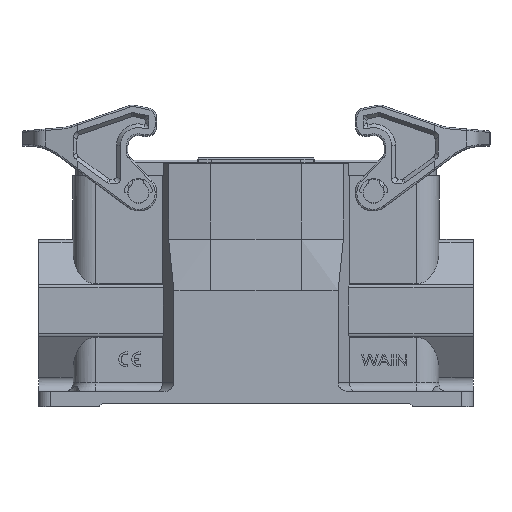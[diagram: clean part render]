
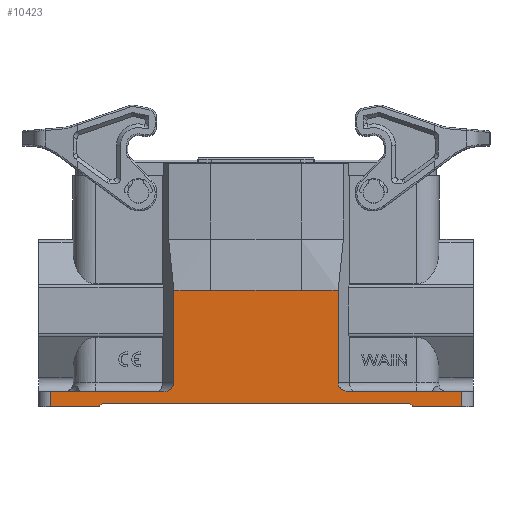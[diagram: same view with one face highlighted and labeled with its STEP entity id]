
A CAD part, top view. The second image highlights one B-rep face of the part: STEP entity #10423.
In plain terms, the highlighted planar face has unit normal (0, 0, 1).
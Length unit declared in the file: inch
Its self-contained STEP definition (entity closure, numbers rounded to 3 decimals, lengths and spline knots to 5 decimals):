
#101=DIRECTION('',(0.,-1.,0.));
#102=VECTOR('',#101,0.19685);
#103=CARTESIAN_POINT('',(2.68701,-2.56299,1.12205));
#104=LINE('',#103,#102);
#220=DIRECTION('',(0.,-1.,0.));
#221=VECTOR('',#220,1.20079);
#222=CARTESIAN_POINT('',(1.0806,-1.24409,1.12205));
#223=LINE('',#222,#221);
#240=DIRECTION('',(1.,0.,0.));
#241=VECTOR('',#240,4.01575);
#242=CARTESIAN_POINT('',(-1.99803,-2.72047,1.12205));
#243=LINE('',#242,#241);
#244=DIRECTION('',(0.707,0.707,0.));
#245=VECTOR('',#244,0.05568);
#246=CARTESIAN_POINT('',(-2.0374,-2.75984,1.12205));
#247=LINE('',#246,#245);
#248=DIRECTION('',(-1.,0.,0.));
#249=VECTOR('',#248,1.47003);
#250=CARTESIAN_POINT('',(-1.1973,-2.56299,1.12205));
#251=LINE('',#250,#249);
#252=DIRECTION('',(0.,-1.,0.));
#253=VECTOR('',#252,1.20079);
#254=CARTESIAN_POINT('',(-1.06091,-1.24409,1.12205));
#255=LINE('',#254,#253);
#256=DIRECTION('',(-1.,0.,0.));
#257=VECTOR('',#256,1.47003);
#258=CARTESIAN_POINT('',(2.68701,-2.56299,1.12205));
#259=LINE('',#258,#257);
#260=DIRECTION('',(0.707,-0.707,0.));
#261=VECTOR('',#260,0.05568);
#262=CARTESIAN_POINT('',(2.01772,-2.72047,1.12205));
#263=LINE('',#262,#261);
#435=DIRECTION('',(-1.,0.,0.));
#436=VECTOR('',#435,0.62992);
#437=CARTESIAN_POINT('',(2.68701,-2.75984,1.12205));
#438=LINE('',#437,#436);
#1655=DIRECTION('',(0.,1.,0.));
#1656=VECTOR('',#1655,0.19685);
#1657=CARTESIAN_POINT('',(-2.66732,-2.75984,
1.12205));
#1658=LINE('',#1657,#1656);
#1705=DIRECTION('',(-1.,0.,0.));
#1706=VECTOR('',#1705,0.62992);
#1707=CARTESIAN_POINT('',(-2.0374,-2.75984,
1.12205));
#1708=LINE('',#1707,#1706);
#6177=CARTESIAN_POINT('',(-1.1973,-2.56299,
1.12205));
#6178=CARTESIAN_POINT('',(-1.17609,-2.56299,
1.12205));
#6179=CARTESIAN_POINT('',(-1.14133,-2.55533,
1.12205));
#6180=CARTESIAN_POINT('',(-1.10111,-2.53194,
1.12205));
#6181=CARTESIAN_POINT('',(-1.07659,-2.50343,
1.12205));
#6182=CARTESIAN_POINT('',(-1.06397,-2.47364,
1.12205));
#6183=CARTESIAN_POINT('',(-1.06091,-2.45549,
1.12205));
#6184=CARTESIAN_POINT('',(-1.06091,-2.44488,
1.12205));
#6335=DIRECTION('',(1.,0.,0.));
#6336=VECTOR('',#6335,0.48021);
#6337=CARTESIAN_POINT('',(-1.06091,-1.24409,
1.12205));
#6338=LINE('',#6337,#6336);
#6339=DIRECTION('',(1.,0.,0.));
#6340=VECTOR('',#6339,1.1811);
#6341=CARTESIAN_POINT('',(-0.58071,-1.24409,
1.12205));
#6342=LINE('',#6341,#6340);
#6355=DIRECTION('',(1.,0.,0.));
#6356=VECTOR('',#6355,0.48021);
#6357=CARTESIAN_POINT('',(0.60039,-1.24409,
1.12205));
#6358=LINE('',#6357,#6356);
#7389=CARTESIAN_POINT('',(1.0806,-2.44488,1.12205));
#7390=CARTESIAN_POINT('',(1.0806,-2.45549,1.12205));
#7391=CARTESIAN_POINT('',(1.08366,-2.47364,1.12205));
#7392=CARTESIAN_POINT('',(1.09628,-2.50343,1.12205));
#7393=CARTESIAN_POINT('',(1.12079,-2.53194,1.12205));
#7394=CARTESIAN_POINT('',(1.16102,-2.55533,1.12205));
#7395=CARTESIAN_POINT('',(1.19577,-2.56299,1.12205));
#7396=CARTESIAN_POINT('',(1.21698,-2.56299,1.12205));
#8487=CARTESIAN_POINT('',(2.68701,-2.75984,1.12205));
#8488=VERTEX_POINT('',#8487);
#8489=CARTESIAN_POINT('',(2.05709,-2.75984,1.12205));
#8490=VERTEX_POINT('',#8489);
#8496=CARTESIAN_POINT('',(2.01772,-2.72047,1.12205));
#8497=VERTEX_POINT('',#8496);
#8508=CARTESIAN_POINT('',(-2.0374,-2.75984,
1.12205));
#8510=VERTEX_POINT('',#8508);
#8512=CARTESIAN_POINT('',(-2.66732,-2.75984,
1.12205));
#8513=VERTEX_POINT('',#8512);
#8544=CARTESIAN_POINT('',(-1.99803,-2.72047,
1.12205));
#8545=VERTEX_POINT('',#8544);
#8796=CARTESIAN_POINT('',(-0.58071,-1.24409,
1.12205));
#8797=CARTESIAN_POINT('',(0.60039,-1.24409,
1.12205));
#8798=VERTEX_POINT('',#8796);
#8799=VERTEX_POINT('',#8797);
#8804=CARTESIAN_POINT('',(1.0806,-1.24409,1.12205));
#8805=CARTESIAN_POINT('',(1.0806,-2.44488,1.12205));
#8806=VERTEX_POINT('',#8804);
#8807=VERTEX_POINT('',#8805);
#8830=CARTESIAN_POINT('',(-1.06091,-2.44488,
1.12205));
#8831=VERTEX_POINT('',#8830);
#8832=CARTESIAN_POINT('',(-1.06091,-1.24409,
1.12205));
#8833=VERTEX_POINT('',#8832);
#8848=CARTESIAN_POINT('',(-1.1973,-2.56299,
1.12205));
#8849=CARTESIAN_POINT('',(-2.66732,-2.56299,
1.12205));
#8850=VERTEX_POINT('',#8848);
#8851=VERTEX_POINT('',#8849);
#8860=CARTESIAN_POINT('',(2.68701,-2.56299,1.12205));
#8862=VERTEX_POINT('',#8860);
#8870=CARTESIAN_POINT('',(1.21698,-2.56299,1.12205));
#8871=VERTEX_POINT('',#8870);
#10387=CARTESIAN_POINT('',(-2.8248,-2.56299,
1.12205));
#10388=DIRECTION('',(0.,0.,-1.));
#10389=DIRECTION('',(-1.,0.,0.));
#10390=AXIS2_PLACEMENT_3D('',#10387,#10388,#10389);
#10391=PLANE('',#10390);
#10393=ORIENTED_EDGE('',*,*,#10392,.F.);
#10395=ORIENTED_EDGE('',*,*,#10394,.F.);
#10397=ORIENTED_EDGE('',*,*,#10396,.T.);
#10399=ORIENTED_EDGE('',*,*,#10398,.T.);
#10401=ORIENTED_EDGE('',*,*,#10400,.F.);
#10403=ORIENTED_EDGE('',*,*,#10402,.T.);
#10405=ORIENTED_EDGE('',*,*,#10404,.F.);
#10407=ORIENTED_EDGE('',*,*,#10406,.T.);
#10409=ORIENTED_EDGE('',*,*,#10408,.T.);
#10411=ORIENTED_EDGE('',*,*,#10410,.T.);
#10412=ORIENTED_EDGE('',*,*,#10357,.T.);
#10414=ORIENTED_EDGE('',*,*,#10413,.T.);
#10415=ORIENTED_EDGE('',*,*,#10190,.F.);
#10416=ORIENTED_EDGE('',*,*,#10223,.T.);
#10418=ORIENTED_EDGE('',*,*,#10417,.T.);
#10420=ORIENTED_EDGE('',*,*,#10419,.F.);
#10421=EDGE_LOOP('',(#10393,#10395,#10397,#10399,#10401,#10403,#10405,#10407,
#10409,#10411,#10412,#10414,#10415,#10416,#10418,#10420));
#10422=FACE_OUTER_BOUND('',#10421,.F.);
#10423=ADVANCED_FACE('',(#10422),#10391,.F.);
#6185=B_SPLINE_CURVE_WITH_KNOTS('',3,(#6177,#6178,#6179,#6180,#6181,#6182,#6183,
#6184),.UNSPECIFIED.,.F.,.F.,(4,1,1,1,1,4),(0.,0.25,0.5,0.75,0.875,
1.),.UNSPECIFIED.);
#7397=B_SPLINE_CURVE_WITH_KNOTS('',3,(#7389,#7390,#7391,#7392,#7393,#7394,#7395,
#7396),.UNSPECIFIED.,.F.,.F.,(4,1,1,1,1,4),(0.,0.125,0.25,0.5,0.75,
1.),.UNSPECIFIED.);
#10190=EDGE_CURVE('',#8862,#8871,#259,.T.);
#10223=EDGE_CURVE('',#8862,#8488,#104,.T.);
#10357=EDGE_CURVE('',#8806,#8807,#223,.T.);
#10392=EDGE_CURVE('',#8545,#8497,#243,.T.);
#10394=EDGE_CURVE('',#8510,#8545,#247,.T.);
#10396=EDGE_CURVE('',#8510,#8513,#1708,.T.);
#10398=EDGE_CURVE('',#8513,#8851,#1658,.T.);
#10400=EDGE_CURVE('',#8850,#8851,#251,.T.);
#10402=EDGE_CURVE('',#8850,#8831,#6185,.T.);
#10404=EDGE_CURVE('',#8833,#8831,#255,.T.);
#10406=EDGE_CURVE('',#8833,#8798,#6338,.T.);
#10408=EDGE_CURVE('',#8798,#8799,#6342,.T.);
#10410=EDGE_CURVE('',#8799,#8806,#6358,.T.);
#10413=EDGE_CURVE('',#8807,#8871,#7397,.T.);
#10417=EDGE_CURVE('',#8488,#8490,#438,.T.);
#10419=EDGE_CURVE('',#8497,#8490,#263,.T.);
